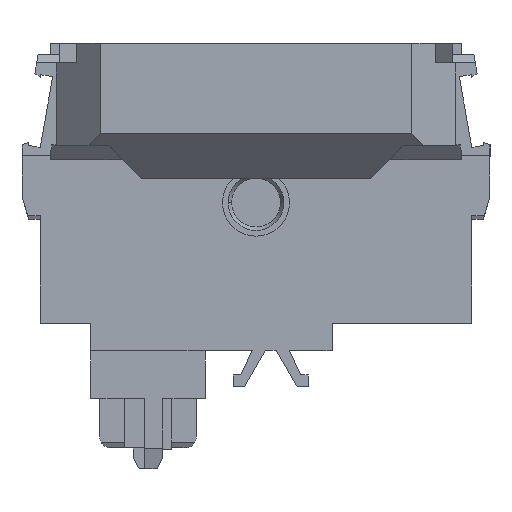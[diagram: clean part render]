
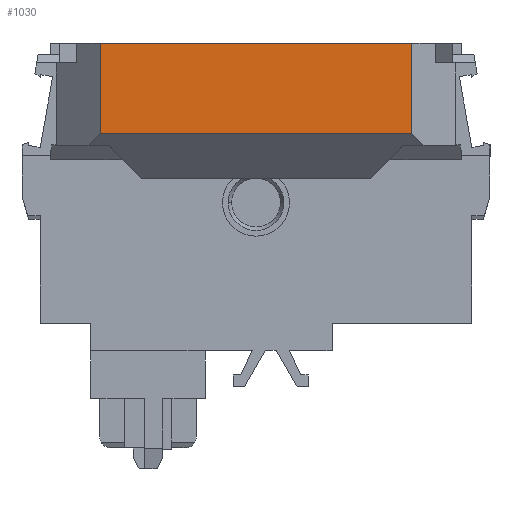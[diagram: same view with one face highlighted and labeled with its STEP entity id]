
A CAD part, left-side view. The second image highlights one B-rep face of the part: STEP entity #1030.
In plain terms, the highlighted face is planar.
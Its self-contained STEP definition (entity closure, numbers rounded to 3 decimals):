
#640=CARTESIAN_POINT('',(-3.518,11.45,
43.47));
#650=DIRECTION('',(0.,0.,-1.));
#660=DIRECTION('',(0.,-1.,0.));
#670=AXIS2_PLACEMENT_3D('',#640,#650,#660);
#680=PLANE('',#670);
#690=CARTESIAN_POINT('',(14.088,7.,
43.47));
#700=DIRECTION('',(1.,0.,0.));
#710=VECTOR('',#700,1.);
#720=LINE('',#690,#710);
#730=CARTESIAN_POINT('',(-5.543,7.,
43.47));
#740=VERTEX_POINT('',#730);
#750=CARTESIAN_POINT('',(21.907,7.,
43.47));
#760=VERTEX_POINT('',#750);
#770=EDGE_CURVE('',#740,#760,#720,.T.);
#780=ORIENTED_EDGE('',*,*,#770,.F.);
#790=CARTESIAN_POINT('',(21.907,-12.856,
43.47));
#800=DIRECTION('',(0.,-1.,0.));
#810=VECTOR('',#800,1.);
#820=LINE('',#790,#810);
#830=CARTESIAN_POINT('',(21.907,15.,
43.47));
#840=VERTEX_POINT('',#830);
#850=EDGE_CURVE('',#840,#760,#820,.T.);
#860=ORIENTED_EDGE('',*,*,#850,.T.);
#870=CARTESIAN_POINT('',(14.088,15.,
43.47));
#880=DIRECTION('',(-1.,0.,0.));
#890=VECTOR('',#880,1.);
#900=LINE('',#870,#890);
#910=CARTESIAN_POINT('',(-5.543,15.,
43.47));
#920=VERTEX_POINT('',#910);
#930=EDGE_CURVE('',#840,#920,#900,.T.);
#940=ORIENTED_EDGE('',*,*,#930,.F.);
#950=CARTESIAN_POINT('',(-5.543,-12.856,
43.47));
#960=DIRECTION('',(0.,-1.,0.));
#970=VECTOR('',#960,1.);
#980=LINE('',#950,#970);
#990=EDGE_CURVE('',#920,#740,#980,.T.);
#1000=ORIENTED_EDGE('',*,*,#990,.F.);
#1010=EDGE_LOOP('',(#1000,#940,#860,#780));
#1020=FACE_OUTER_BOUND('',#1010,.T.);
#1030=ADVANCED_FACE('',(#1020),#680,.T.);
